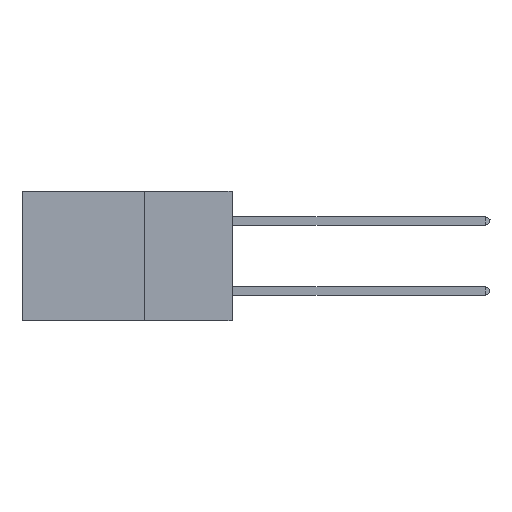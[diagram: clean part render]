
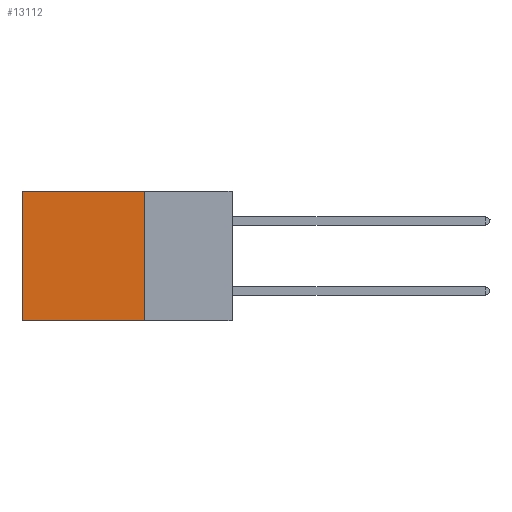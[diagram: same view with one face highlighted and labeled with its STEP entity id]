
A CAD part, left-side view. The second image highlights one B-rep face of the part: STEP entity #13112.
In plain terms, the highlighted planar face has unit normal (-1, 0, 0).
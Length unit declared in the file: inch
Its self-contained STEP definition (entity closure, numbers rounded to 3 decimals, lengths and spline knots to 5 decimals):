
#872 = VERTEX_POINT ( 'NONE', #22437 ) ;
#2887 = VERTEX_POINT ( 'NONE', #7809 ) ;
#4391 = EDGE_CURVE ( 'NONE', #38137, #23773, #38006, .T. ) ;
#4821 = CARTESIAN_POINT ( 'NONE',  ( 0.2875, 0.25, 0. ) ) ;
#5202 = EDGE_CURVE ( 'NONE', #872, #38137, #21486, .T. ) ;
#6615 = FACE_OUTER_BOUND ( 'NONE', #12772, .T. ) ;
#6806 = DIRECTION ( 'NONE',  ( 0., 0., -1. ) ) ;
#6900 = CARTESIAN_POINT ( 'NONE',  ( 0.2875, 0.6, 0. ) ) ;
#7492 = DIRECTION ( 'NONE',  ( 0., 0., -1. ) ) ;
#7778 = ORIENTED_EDGE ( 'NONE', *, *, #5202, .T. ) ;
#7809 = CARTESIAN_POINT ( 'NONE',  ( 0.2875, 0.25, -0.37 ) ) ;
#8770 = DIRECTION ( 'NONE',  ( 0., 1., 0. ) ) ;
#10795 = CARTESIAN_POINT ( 'NONE',  ( 0.2875, 0.25, -0.37 ) ) ;
#12772 = EDGE_LOOP ( 'NONE', ( #36339, #37138, #13190, #7778 ) ) ;
#13112 = ADVANCED_FACE ( 'NONE', ( #6615 ), #19141, .F. ) ;
#13190 = ORIENTED_EDGE ( 'NONE', *, *, #21913, .F. ) ;
#15485 = VECTOR ( 'NONE', #7492, 39.37008 ) ;
#16047 = CARTESIAN_POINT ( 'NONE',  ( 0.2875, 0.25, 0. ) ) ;
#17129 = LINE ( 'NONE', #4821, #15485 ) ;
#18412 = CARTESIAN_POINT ( 'NONE',  ( 0.2875, 0.25, 0. ) ) ;
#19109 = DIRECTION ( 'NONE',  ( 0., 0., -1. ) ) ;
#19141 = PLANE ( 'NONE',  #25643 ) ;
#19632 = VECTOR ( 'NONE', #8770, 39.37008 ) ;
#20985 = CARTESIAN_POINT ( 'NONE',  ( 0.2875, 0.6, -0.37 ) ) ;
#21486 = LINE ( 'NONE', #18412, #19632 ) ;
#21913 = EDGE_CURVE ( 'NONE', #872, #2887, #17129, .T. ) ;
#22413 = DIRECTION ( 'NONE',  ( 1., 0., 0. ) ) ;
#22437 = CARTESIAN_POINT ( 'NONE',  ( 0.2875, 0.25, 0. ) ) ;
#23120 = DIRECTION ( 'NONE',  ( 0., 1., 0. ) ) ;
#23773 = VERTEX_POINT ( 'NONE', #20985 ) ;
#25495 = VECTOR ( 'NONE', #19109, 39.37008 ) ;
#25643 = AXIS2_PLACEMENT_3D ( 'NONE', #16047, #22413, #6806 ) ;
#26970 = VECTOR ( 'NONE', #23120, 39.37008 ) ;
#29647 = EDGE_CURVE ( 'NONE', #2887, #23773, #35657, .T. ) ;
#35657 = LINE ( 'NONE', #10795, #26970 ) ;
#36339 = ORIENTED_EDGE ( 'NONE', *, *, #4391, .T. ) ;
#37138 = ORIENTED_EDGE ( 'NONE', *, *, #29647, .F. ) ;
#38006 = LINE ( 'NONE', #40500, #25495 ) ;
#38137 = VERTEX_POINT ( 'NONE', #6900 ) ;
#40500 = CARTESIAN_POINT ( 'NONE',  ( 0.2875, 0.6, 0. ) ) ;
